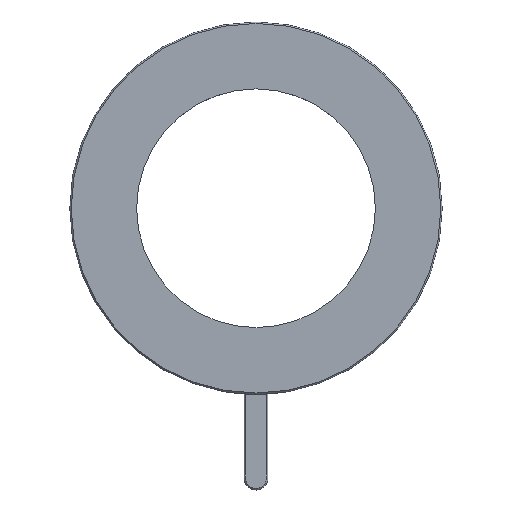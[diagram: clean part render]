
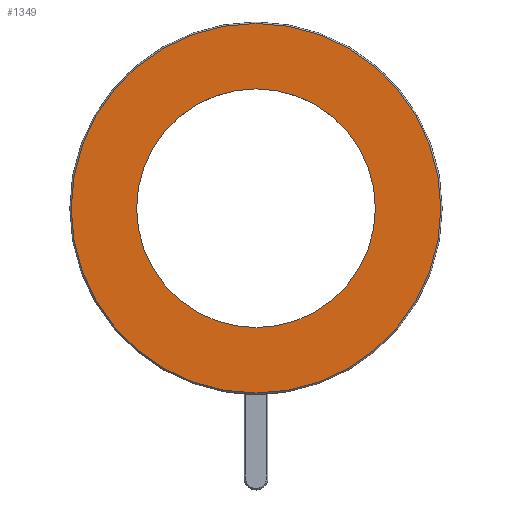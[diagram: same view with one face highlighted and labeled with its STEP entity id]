
A CAD part, top view. The second image highlights one B-rep face of the part: STEP entity #1349.
In plain terms, the highlighted planar face has unit normal (0, 0, 1).
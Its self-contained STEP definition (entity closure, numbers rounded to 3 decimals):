
#10 = CARTESIAN_POINT ( 'NONE',  ( 0., 0., 2.6 ) ) ;
#19 = CARTESIAN_POINT ( 'NONE',  ( 0., 0., 2.6 ) ) ;
#231 = ORIENTED_EDGE ( 'NONE', *, *, #4027, .T. ) ;
#310 = AXIS2_PLACEMENT_3D ( 'NONE', #10, #4638, #2539 ) ;
#537 = CARTESIAN_POINT ( 'NONE',  ( 0., 0., 2.6 ) ) ;
#693 = EDGE_LOOP ( 'NONE', ( #5120, #5045 ) ) ;
#829 = DIRECTION ( 'NONE',  ( 1., 0., 0. ) ) ;
#966 = CARTESIAN_POINT ( 'NONE',  ( 25., 0., 2.6 ) ) ;
#981 = AXIS2_PLACEMENT_3D ( 'NONE', #19, #2186, #2975 ) ;
#1268 = AXIS2_PLACEMENT_3D ( 'NONE', #537, #3902, #3150 ) ;
#1290 = EDGE_CURVE ( 'NONE', #3912, #2418, #3679, .T. ) ;
#1349 = ADVANCED_FACE ( 'NONE', ( #3295, #2302 ), #3368, .T. ) ;
#1516 = CIRCLE ( 'NONE', #981, 25. ) ;
#1541 = EDGE_CURVE ( 'NONE', #2249, #2153, #1516, .T. ) ;
#1673 = CARTESIAN_POINT ( 'NONE',  ( -38.7, 0., 2.6 ) ) ;
#1862 = AXIS2_PLACEMENT_3D ( 'NONE', #2441, #4571, #4539 ) ;
#1992 = CIRCLE ( 'NONE', #1268, 38.7 ) ;
#2002 = AXIS2_PLACEMENT_3D ( 'NONE', #4555, #2058, #829 ) ;
#2058 = DIRECTION ( 'NONE',  ( 0., 0., 1. ) ) ;
#2153 = VERTEX_POINT ( 'NONE', #4241 ) ;
#2186 = DIRECTION ( 'NONE',  ( 0., 0., 1. ) ) ;
#2211 = ORIENTED_EDGE ( 'NONE', *, *, #1290, .T. ) ;
#2249 = VERTEX_POINT ( 'NONE', #966 ) ;
#2302 = FACE_BOUND ( 'NONE', #693, .T. ) ;
#2418 = VERTEX_POINT ( 'NONE', #3602 ) ;
#2441 = CARTESIAN_POINT ( 'NONE',  ( 0., 0., 2.6 ) ) ;
#2539 = DIRECTION ( 'NONE',  ( 1., 0., 0. ) ) ;
#2975 = DIRECTION ( 'NONE',  ( 1., 0., 0. ) ) ;
#3150 = DIRECTION ( 'NONE',  ( 1., 0., 0. ) ) ;
#3295 = FACE_OUTER_BOUND ( 'NONE', #5290, .T. ) ;
#3368 = PLANE ( 'NONE',  #2002 ) ;
#3602 = CARTESIAN_POINT ( 'NONE',  ( 38.7, 0., 2.6 ) ) ;
#3679 = CIRCLE ( 'NONE', #1862, 38.7 ) ;
#3902 = DIRECTION ( 'NONE',  ( 0., 0., 1. ) ) ;
#3912 = VERTEX_POINT ( 'NONE', #1673 ) ;
#4027 = EDGE_CURVE ( 'NONE', #2418, #3912, #1992, .T. ) ;
#4241 = CARTESIAN_POINT ( 'NONE',  ( -25., 0., 2.6 ) ) ;
#4427 = EDGE_CURVE ( 'NONE', #2153, #2249, #5259, .T. ) ;
#4539 = DIRECTION ( 'NONE',  ( 1., 0., 0. ) ) ;
#4555 = CARTESIAN_POINT ( 'NONE',  ( 0., 0., 2.6 ) ) ;
#4571 = DIRECTION ( 'NONE',  ( 0., 0., 1. ) ) ;
#4638 = DIRECTION ( 'NONE',  ( 0., 0., 1. ) ) ;
#5045 = ORIENTED_EDGE ( 'NONE', *, *, #4427, .F. ) ;
#5120 = ORIENTED_EDGE ( 'NONE', *, *, #1541, .F. ) ;
#5259 = CIRCLE ( 'NONE', #310, 25. ) ;
#5290 = EDGE_LOOP ( 'NONE', ( #2211, #231 ) ) ;
